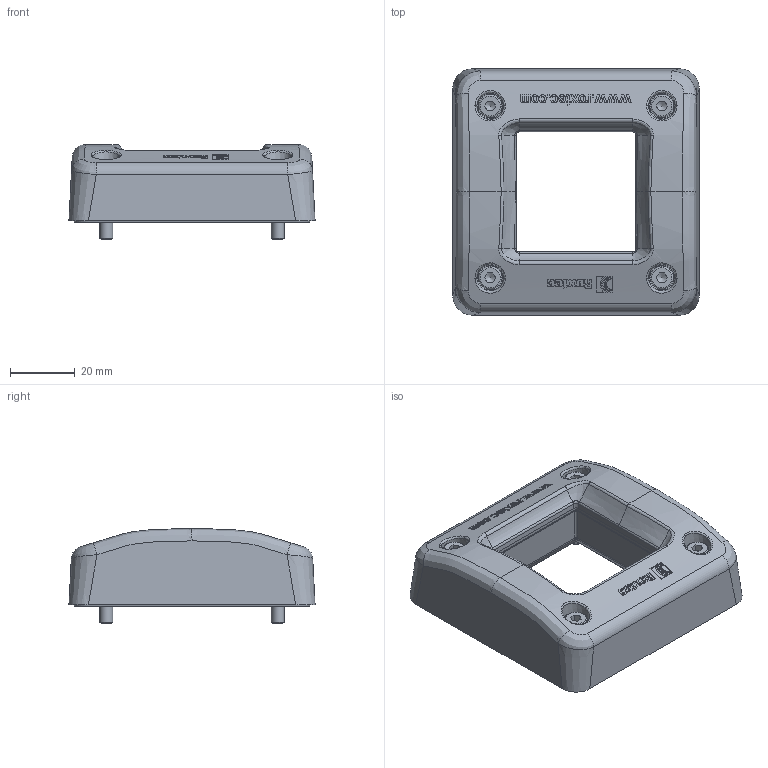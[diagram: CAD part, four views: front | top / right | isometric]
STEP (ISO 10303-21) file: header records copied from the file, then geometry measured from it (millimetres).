
FILE_DESCRIPTION((''),'2;1');
FILE_NAME('EzEntry 4 mini.stp','2014-11-11T15:16:10',('se-emikul'),(''),'Autodesk Inventor 2013','Autodesk Inventor 2013','');
FILE_SCHEMA(('AUTOMOTIVE_DESIGN { 1 0 10303 214 1 1 1 1 }'));
Length unit declared in the file: millimetre
Products named in the file (1): Part34
Bounding box: 76 x 76 x 29.28 mm (x, y, z)
Volume: 53854.1 mm3; surface area: 37997.2 mm2
Topology: 6 solids, 6 shells, 1554 faces, 3721 edges, 2249 vertices
Faces by surface type: bspline 547, plane 417, cylinder 346, cone 120, sphere 64, torus 60
Full cylindrical faces by diameter (mm): 3 x4, 4 x6, 7 x4
Entity records: 103201 total; most frequent: CARTESIAN_POINT 70944, ORIENTED_EDGE 7264, DIRECTION 5778, EDGE_CURVE 3632, AXIS2_PLACEMENT_3D 2268, VERTEX_POINT 2238, EDGE_LOOP 1722, FACE_OUTER_BOUND 1554
